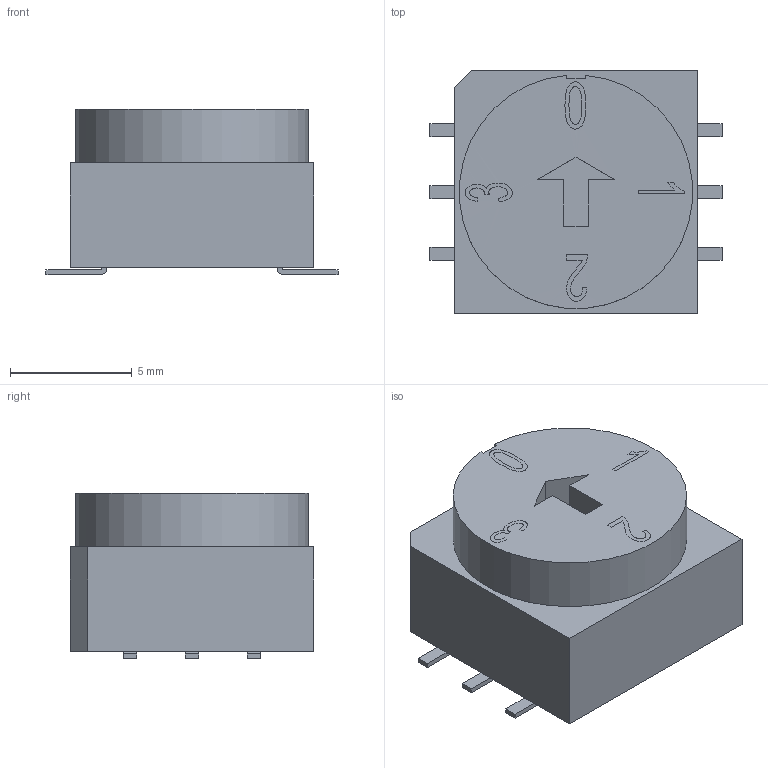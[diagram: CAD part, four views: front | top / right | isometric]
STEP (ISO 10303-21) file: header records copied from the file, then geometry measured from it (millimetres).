
FILE_DESCRIPTION((' '),'2;1');
FILE_NAME('RDTAx04S1x.stp','2017-07-31T10:55:56',(' '),(' '),' ','ACIS',' ');
FILE_SCHEMA(('CONFIG_CONTROL_DESIGN'));
Length unit declared in the file: inch
Products named in the file (1): RDTAx04S1x.stp
Bounding box: 12 x 10 x 6.8 mm (x, y, z)
Volume: 581.7 mm3; surface area: 484.2 mm2
Topology: 1 solids, 1 shells, 73 faces, 219 edges, 161 vertices
Faces by surface type: plane 60, cylinder 13
Entity records: 2637 total; most frequent: CARTESIAN_POINT 547, ORIENTED_EDGE 438, DIRECTION 361, EDGE_CURVE 219, VERTEX_POINT 161, VECTOR 161, LINE 161, AXIS2_PLACEMENT_3D 100
